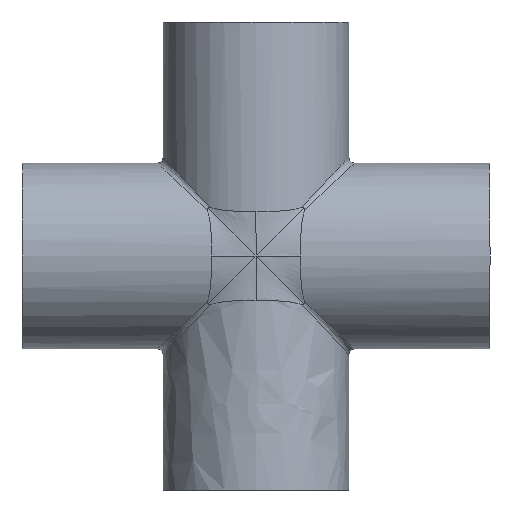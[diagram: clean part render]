
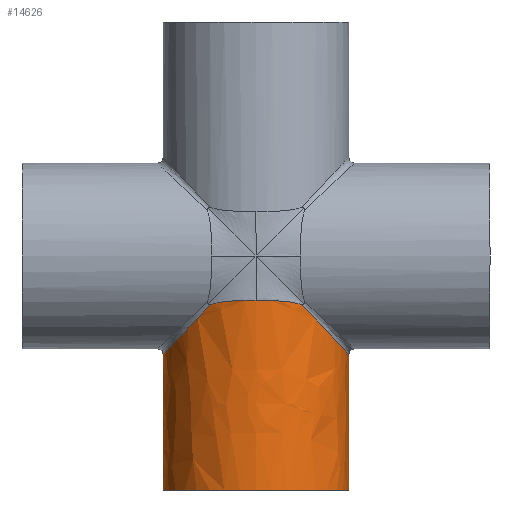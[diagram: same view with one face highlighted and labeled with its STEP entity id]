
A CAD part, front view. The second image highlights one B-rep face of the part: STEP entity #14626.
In plain terms, the highlighted free-form (B-spline) face has degree [1, 2] with [2, 9] control points.
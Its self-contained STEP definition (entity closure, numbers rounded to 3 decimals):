
#1212=CARTESIAN_POINT('',(0.,-31.75,-15.129));
#1213=VERTEX_POINT('',#1212);
#1233=CARTESIAN_POINT('',(15.903,-27.48,-16.905));
#1234=VERTEX_POINT('',#1233);
#1235=CARTESIAN_POINT('',(0.,-31.75,-15.129));
#1236=CARTESIAN_POINT('',(1.751,-31.75,-15.129));
#1237=CARTESIAN_POINT('',(3.502,-31.601,-15.159));
#1238=CARTESIAN_POINT('',(5.155,-31.329,-15.221));
#1239=CARTESIAN_POINT('',(6.964,-31.031,-15.288));
#1240=CARTESIAN_POINT('',(8.655,-30.587,-15.392));
#1241=CARTESIAN_POINT('',(10.126,-30.092,-15.533));
#1242=CARTESIAN_POINT('',(11.92,-29.488,-15.705));
#1243=CARTESIAN_POINT('',(13.387,-28.813,-15.931));
#1244=CARTESIAN_POINT('',(14.411,-28.291,-16.212));
#1245=CARTESIAN_POINT('',(15.149,-27.915,-16.415));
#1246=CARTESIAN_POINT('',(15.659,-27.621,-16.645));
#1247=CARTESIAN_POINT('',(15.903,-27.48,-16.905));
#1248=B_SPLINE_CURVE_WITH_KNOTS('',3,(#1235,#1236,#1237,#1238,#1239,#1240,#1241,#1242,#1243,#1244,#1245,#1246,#1247),.UNSPECIFIED.,.F.,.U.,(4,3,3,3,4),(0.5,0.614,0.739,0.891,1.0),.UNSPECIFIED.);
#1249=EDGE_CURVE('',#1213,#1234,#1248,.T.);
#1625=CARTESIAN_POINT('',(-15.903,-27.48,-16.905));
#1626=VERTEX_POINT('',#1625);
#1634=CARTESIAN_POINT('',(-15.903,-27.48,-16.905));
#1635=CARTESIAN_POINT('',(-15.598,-27.656,-16.581));
#1636=CARTESIAN_POINT('',(-14.879,-28.073,-16.301));
#1637=CARTESIAN_POINT('',(-13.819,-28.585,-16.066));
#1638=CARTESIAN_POINT('',(-12.76,-29.097,-15.831));
#1639=CARTESIAN_POINT('',(-11.359,-29.7,-15.641));
#1640=CARTESIAN_POINT('',(-9.704,-30.231,-15.494));
#1641=CARTESIAN_POINT('',(-8.291,-30.684,-15.369));
#1642=CARTESIAN_POINT('',(-6.694,-31.084,-15.276));
#1643=CARTESIAN_POINT('',(-4.997,-31.354,-15.215));
#1644=CARTESIAN_POINT('',(-3.39,-31.61,-15.157));
#1645=CARTESIAN_POINT('',(-1.696,-31.75,-15.129));
#1646=CARTESIAN_POINT('',(0.,-31.75,-15.129));
#1647=B_SPLINE_CURVE_WITH_KNOTS('',3,(#1634,#1635,#1636,#1637,#1638,#1639,#1640,#1641,#1642,#1643,#1644,#1645,#1646),.UNSPECIFIED.,.F.,.U.,(4,3,3,3,4),(0.0,0.137,0.273,0.39,0.5),.UNSPECIFIED.);
#1648=EDGE_CURVE('',#1626,#1213,#1647,.T.);
#5521=CARTESIAN_POINT('',(0.,31.75,-15.129));
#5522=VERTEX_POINT('',#5521);
#5542=CARTESIAN_POINT('',(-15.903,27.48,-16.905));
#5543=VERTEX_POINT('',#5542);
#5544=CARTESIAN_POINT('',(0.,31.75,-15.129));
#5545=CARTESIAN_POINT('',(-1.751,31.75,-15.129));
#5546=CARTESIAN_POINT('',(-3.502,31.601,-15.159));
#5547=CARTESIAN_POINT('',(-5.155,31.329,-15.221));
#5548=CARTESIAN_POINT('',(-6.964,31.031,-15.288));
#5549=CARTESIAN_POINT('',(-8.655,30.587,-15.392));
#5550=CARTESIAN_POINT('',(-10.126,30.092,-15.533));
#5551=CARTESIAN_POINT('',(-11.92,29.488,-15.705));
#5552=CARTESIAN_POINT('',(-13.387,28.813,-15.931));
#5553=CARTESIAN_POINT('',(-14.411,28.291,-16.212));
#5554=CARTESIAN_POINT('',(-15.149,27.915,-16.415));
#5555=CARTESIAN_POINT('',(-15.659,27.621,-16.645));
#5556=CARTESIAN_POINT('',(-15.903,27.48,-16.905));
#5557=B_SPLINE_CURVE_WITH_KNOTS('',3,(#5544,#5545,#5546,#5547,#5548,#5549,#5550,#5551,#5552,#5553,#5554,#5555,#5556),.UNSPECIFIED.,.F.,.U.,(4,3,3,3,4),(0.5,0.614,0.739,0.891,1.0),.UNSPECIFIED.);
#5558=EDGE_CURVE('',#5522,#5543,#5557,.T.);
#13657=CARTESIAN_POINT('',(15.903,27.48,-16.905));
#13658=VERTEX_POINT('',#13657);
#13666=CARTESIAN_POINT('',(15.903,27.48,-16.905));
#13667=CARTESIAN_POINT('',(15.598,27.656,-16.581));
#13668=CARTESIAN_POINT('',(14.879,28.073,-16.301));
#13669=CARTESIAN_POINT('',(13.819,28.585,-16.066));
#13670=CARTESIAN_POINT('',(12.76,29.097,-15.831));
#13671=CARTESIAN_POINT('',(11.359,29.7,-15.641));
#13672=CARTESIAN_POINT('',(9.704,30.231,-15.494));
#13673=CARTESIAN_POINT('',(8.291,30.684,-15.369));
#13674=CARTESIAN_POINT('',(6.694,31.084,-15.276));
#13675=CARTESIAN_POINT('',(4.997,31.354,-15.215));
#13676=CARTESIAN_POINT('',(3.39,31.61,-15.157));
#13677=CARTESIAN_POINT('',(1.696,31.75,-15.129));
#13678=CARTESIAN_POINT('',(0.,31.75,-15.129));
#13679=B_SPLINE_CURVE_WITH_KNOTS('',3,(#13666,#13667,#13668,#13669,#13670,#13671,#13672,#13673,#13674,#13675,#13676,#13677,#13678),.UNSPECIFIED.,.F.,.U.,(4,3,3,3,4),(0.0,0.137,0.273,0.39,0.5),.UNSPECIFIED.);
#13680=EDGE_CURVE('',#13658,#5522,#13679,.T.);
#14307=CARTESIAN_POINT('',(0.0,0.0,0.0));
#14308=DIRECTION('',(-0.728,0.0,0.685));
#14309=DIRECTION('',(-0.685,0.0,-0.728));
#14310=AXIS2_PLACEMENT_3D('',#14307,#14308,#14309);
#14311=ELLIPSE('',#14310,46.337,31.75);
#14312=EDGE_CURVE('',#5543,#1626,#14311,.T.);
#14439=CARTESIAN_POINT('',(0.0,0.0,0.0));
#14440=DIRECTION('',(0.728,0.0,0.685));
#14441=DIRECTION('',(0.685,0.0,-0.728));
#14442=AXIS2_PLACEMENT_3D('',#14439,#14440,#14441);
#14443=ELLIPSE('',#14442,46.337,31.75);
#14444=EDGE_CURVE('',#1234,#13658,#14443,.T.);
#14581=CARTESIAN_POINT('',(31.75,0.,-80.0));
#14582=CARTESIAN_POINT('',(31.75,0.,-15.128));
#14583=CARTESIAN_POINT('',(31.75,-31.75,-80.0));
#14584=CARTESIAN_POINT('',(31.75,-31.75,-15.128));
#14585=CARTESIAN_POINT('',(0.,-31.75,-80.0));
#14586=CARTESIAN_POINT('',(0.,-31.75,-15.128));
#14587=CARTESIAN_POINT('',(-31.75,-31.75,-80.0));
#14588=CARTESIAN_POINT('',(-31.75,-31.75,-15.128));
#14589=CARTESIAN_POINT('',(-31.75,0.,-80.0));
#14590=CARTESIAN_POINT('',(-31.75,0.,-15.128));
#14591=CARTESIAN_POINT('',(-31.75,31.75,-80.0));
#14592=CARTESIAN_POINT('',(-31.75,31.75,-15.128));
#14593=CARTESIAN_POINT('',(0.,31.75,-80.0));
#14594=CARTESIAN_POINT('',(0.,31.75,-15.128));
#14595=CARTESIAN_POINT('',(31.75,31.75,-80.0));
#14596=CARTESIAN_POINT('',(31.75,31.75,-15.128));
#14597=CARTESIAN_POINT('',(31.75,0.,-80.0));
#14598=CARTESIAN_POINT('',(31.75,0.,-15.128));
#14606=(BOUNDED_SURFACE()B_SPLINE_SURFACE(1,2,((#14581,#14583,#14585,#14587,#14589,#14591,#14593,#14595,#14597),(#14582,#14584,#14586,#14588,#14590,#14592,#14594,#14596,#14598)),.UNSPECIFIED.,.F.,.T.,.U.)B_SPLINE_SURFACE_WITH_KNOTS((2,2),(3,2,2,2,3),(0.0,2.043),(0.0,49.873,99.746,149.618,199.491),.UNSPECIFIED.)GEOMETRIC_REPRESENTATION_ITEM()RATIONAL_B_SPLINE_SURFACE(((1.0,0.707,1.0,0.707,1.0,0.707,1.0,0.707,1.0),(1.0,0.707,1.0,0.707,1.0,0.707,1.0,0.707,1.0)))REPRESENTATION_ITEM('')SURFACE());
#14607=CARTESIAN_POINT('',(31.75,0.,-80.0));
#14608=VERTEX_POINT('',#14607);
#14609=CARTESIAN_POINT('',(0.0,0.0,-80.0));
#14610=DIRECTION('',(0.0,0.0,-1.0));
#14611=DIRECTION('',(-1.0,0.0,0.0));
#14612=AXIS2_PLACEMENT_3D('',#14609,#14610,#14611);
#14613=CIRCLE('',#14612,31.75);
#14614=EDGE_CURVE('',#14608,#14608,#14613,.T.);
#14615=ORIENTED_EDGE('',*,*,#14614,.F.);
#14616=EDGE_LOOP('',(#14615));
#14617=FACE_OUTER_BOUND('',#14616,.T.);
#14618=ORIENTED_EDGE('',*,*,#1648,.F.);
#14619=ORIENTED_EDGE('',*,*,#14312,.F.);
#14620=ORIENTED_EDGE('',*,*,#5558,.F.);
#14621=ORIENTED_EDGE('',*,*,#13680,.F.);
#14622=ORIENTED_EDGE('',*,*,#14444,.F.);
#14623=ORIENTED_EDGE('',*,*,#1249,.F.);
#14624=EDGE_LOOP('',(#14618,#14619,#14620,#14621,#14622,#14623));
#14625=FACE_BOUND('',#14624,.T.);
#14626=ADVANCED_FACE('',(#14617,#14625),#14606,.T.);
